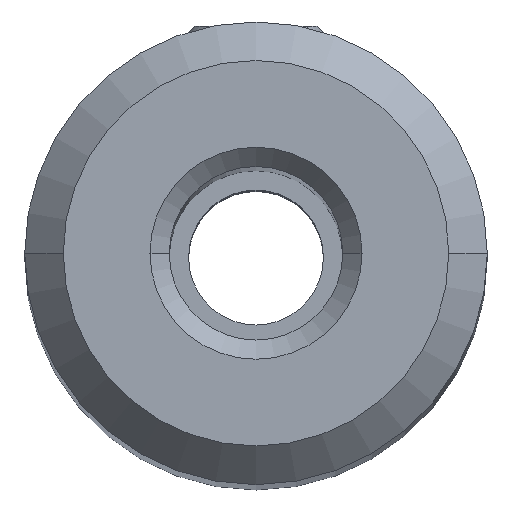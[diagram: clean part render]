
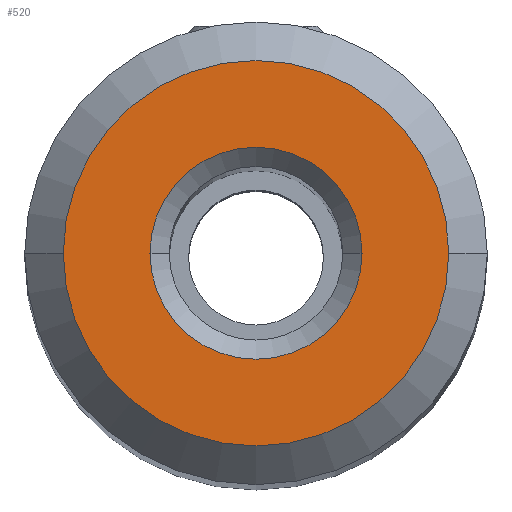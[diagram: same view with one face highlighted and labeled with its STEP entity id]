
A CAD part, top view. The second image highlights one B-rep face of the part: STEP entity #520.
In plain terms, the highlighted planar face has unit normal (0, 0, 1).
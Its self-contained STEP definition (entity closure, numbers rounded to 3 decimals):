
#408=EDGE_CURVE('NONE',#608,#626,#1058,.T.);
#500=EDGE_CURVE('NONE',#626,#608,#1160,.T.);
#520=ADVANCED_FACE('NONE',(#1182,#1183),#1184,.T.);
#544=VERTEX_POINT('NONE',#1212);
#608=VERTEX_POINT('NONE',#1282);
#626=VERTEX_POINT('NONE',#1302);
#706=EDGE_CURVE('NONE',#752,#544,#1392,.T.);
#752=VERTEX_POINT('NONE',#1444);
#784=EDGE_CURVE('NONE',#544,#752,#1481,.T.);
#1058=CIRCLE('',#1801,5.);
#1160=CIRCLE('',#2001,5.);
#1182=FACE_OUTER_BOUND('',#2029,.T.);
#1183=FACE_BOUND('',#2030,.T.);
#1184=PLANE('',#2031);
#1212=CARTESIAN_POINT('',(2.75,0.0,85.0));
#1282=CARTESIAN_POINT('',(5.,0.,85.0));
#1302=CARTESIAN_POINT('',(-5.,0.0,85.0));
#1392=CIRCLE('',#2336,2.75);
#1444=CARTESIAN_POINT('',(-2.75,0.,85.0));
#1481=CIRCLE('',#2480,2.75);
#1801=AXIS2_PLACEMENT_3D('',#2936,#2937,#2938);
#2001=AXIS2_PLACEMENT_3D('',#3056,#3057,#3058);
#2029=EDGE_LOOP('',(#3084,#3085));
#2030=EDGE_LOOP('',(#3086,#3087));
#2031=AXIS2_PLACEMENT_3D('',#3088,#3089,#3090);
#2336=AXIS2_PLACEMENT_3D('',#3333,#3334,#3335);
#2480=AXIS2_PLACEMENT_3D('',#3435,#3436,#3437);
#2936=CARTESIAN_POINT('',(0.0,0.0,85.0));
#2937=DIRECTION('',(0.0,0.0,1.0));
#2938=DIRECTION('',(1.0,0.0,0.0));
#3056=CARTESIAN_POINT('',(0.0,0.0,85.0));
#3057=DIRECTION('',(0.0,0.0,1.0));
#3058=DIRECTION('',(1.0,0.0,0.0));
#3084=ORIENTED_EDGE('',*,*,#500,.T.);
#3085=ORIENTED_EDGE('',*,*,#408,.T.);
#3086=ORIENTED_EDGE('',*,*,#784,.T.);
#3087=ORIENTED_EDGE('',*,*,#706,.T.);
#3088=CARTESIAN_POINT('',(0.0,6.,85.0));
#3089=DIRECTION('',(0.0,0.0,1.0));
#3090=DIRECTION('',(1.0,0.0,0.0));
#3333=CARTESIAN_POINT('',(0.0,0.0,85.0));
#3334=DIRECTION('',(0.0,0.0,-1.0));
#3335=DIRECTION('',(1.0,0.0,0.0));
#3435=CARTESIAN_POINT('',(0.0,0.0,85.0));
#3436=DIRECTION('',(0.0,0.0,-1.0));
#3437=DIRECTION('',(1.0,0.0,0.0));
